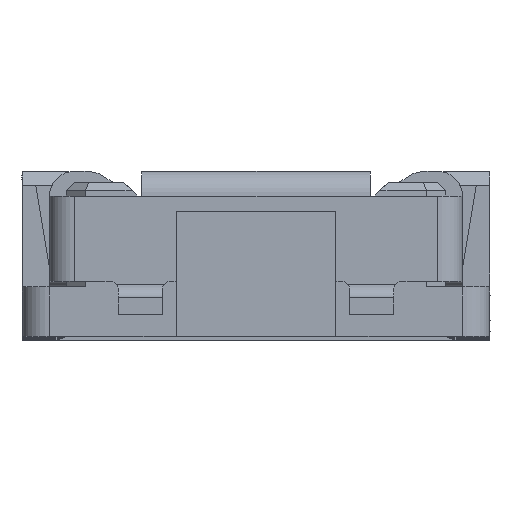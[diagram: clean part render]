
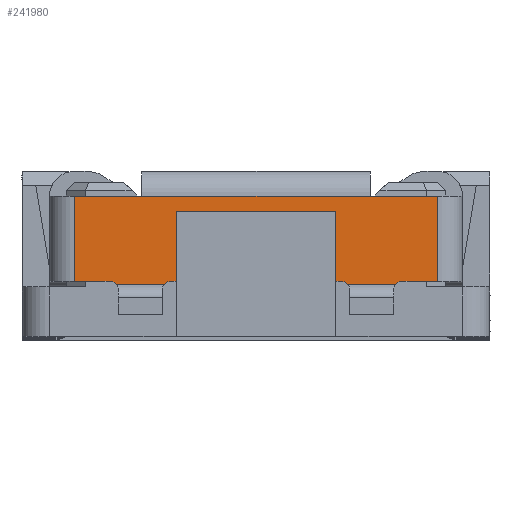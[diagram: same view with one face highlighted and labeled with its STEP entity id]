
A CAD part, top view. The second image highlights one B-rep face of the part: STEP entity #241980.
In plain terms, the highlighted face is planar.
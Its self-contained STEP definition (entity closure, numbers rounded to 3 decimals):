
#123860=CARTESIAN_POINT('',(2.13,-0.53,
4.015));
#123870=VERTEX_POINT('',#123860);
#123900=CARTESIAN_POINT('',(2.13,-0.22,
4.015));
#123910=DIRECTION('',(0.,-1.,0.));
#123920=VECTOR('',#123910,1.);
#123930=LINE('',#123900,#123920);
#123940=CARTESIAN_POINT('',(2.13,-0.22,
4.015));
#123950=VERTEX_POINT('',#123940);
#123960=EDGE_CURVE('',#123950,#123870,#123930,.T.);
#124450=CARTESIAN_POINT('',(2.375,-0.53,
4.015));
#124460=VERTEX_POINT('',#124450);
#124490=CARTESIAN_POINT('',(2.375,-0.53,
4.015));
#124500=DIRECTION('',(-1.,0.,0.));
#124510=VECTOR('',#124500,1.);
#124520=LINE('',#124490,#124510);
#124530=EDGE_CURVE('',#124460,#123870,#124520,.T.);
#238090=CARTESIAN_POINT('',(3.08,-0.445,
4.015));
#238100=VERTEX_POINT('',#238090);
#238130=CARTESIAN_POINT('',(3.08,-0.445,
4.015));
#238140=DIRECTION('',(0.,1.,0.));
#238150=VECTOR('',#238140,1.);
#238160=LINE('',#238130,#238150);
#238170=CARTESIAN_POINT('',(3.08,-0.22,
4.015));
#238180=VERTEX_POINT('',#238170);
#238190=EDGE_CURVE('',#238100,#238180,#238160,.T.);
#239940=CARTESIAN_POINT('',(2.5,-0.22,
4.015));
#239950=VERTEX_POINT('',#239940);
#239980=CARTESIAN_POINT('',(2.5,-0.445,
4.015));
#239990=DIRECTION('',(0.,1.,0.));
#240000=VECTOR('',#239990,1.);
#240010=LINE('',#239980,#240000);
#240020=CARTESIAN_POINT('',(2.5,-0.445,
4.015));
#240030=VERTEX_POINT('',#240020);
#240040=EDGE_CURVE('',#240030,#239950,#240010,.T.);
#240730=CARTESIAN_POINT('',(2.5,-0.445,
4.015));
#240740=DIRECTION('',(1.,0.,0.));
#240750=VECTOR('',#240740,1.);
#240760=LINE('',#240730,#240750);
#240770=EDGE_CURVE('',#240030,#238100,#240760,.T.);
#240820=CARTESIAN_POINT('',(3.205,-0.49,
4.015));
#240830=DIRECTION('',(0.,0.,1.));
#240840=DIRECTION('',(0.,1.,0.));
#240850=AXIS2_PLACEMENT_3D('',#240820,#240830,#240840);
#240860=PLANE('',#240850);
#240870=ORIENTED_EDGE('',*,*,#240770,.T.);
#240880=ORIENTED_EDGE('',*,*,#240040,.F.);
#240890=CARTESIAN_POINT('',(2.5,-0.22,
4.015));
#240900=DIRECTION('',(-1.,0.,0.));
#240910=VECTOR('',#240900,1.);
#240920=LINE('',#240890,#240910);
#240930=CARTESIAN_POINT('',(2.48,-0.22,
4.015));
#240940=VERTEX_POINT('',#240930);
#240950=EDGE_CURVE('',#239950,#240940,#240920,.T.);
#240960=ORIENTED_EDGE('',*,*,#240950,.F.);
#240970=CARTESIAN_POINT('',(2.48,-0.19,
4.015));
#240980=DIRECTION('',(0.,0.,1.));
#240990=DIRECTION('',(-0.745,-0.667,0.));
#241000=AXIS2_PLACEMENT_3D('',#240970,#240980,#240990);
#241010=CIRCLE('',#241000,0.03);
#241020=CARTESIAN_POINT('',(2.458,-0.21,
4.015));
#241030=VERTEX_POINT('',#241020);
#241040=EDGE_CURVE('',#241030,#240940,#241010,.T.);
#241050=ORIENTED_EDGE('',*,*,#241040,.T.);
#241060=CARTESIAN_POINT('',(2.458,-0.21,
4.015));
#241070=DIRECTION('',(-1.,0.,0.));
#241080=VECTOR('',#241070,1.);
#241090=LINE('',#241060,#241080);
#241100=CARTESIAN_POINT('',(2.282,-0.21,
4.015));
#241110=VERTEX_POINT('',#241100);
#241120=EDGE_CURVE('',#241030,#241110,#241090,.T.);
#241130=ORIENTED_EDGE('',*,*,#241120,.F.);
#241140=CARTESIAN_POINT('',(2.26,-0.19,
4.015));
#241150=DIRECTION('',(0.,0.,1.));
#241160=DIRECTION('',(0.,-1.,0.));
#241170=AXIS2_PLACEMENT_3D('',#241140,#241150,#241160);
#241180=CIRCLE('',#241170,0.03);
#241190=CARTESIAN_POINT('',(2.26,-0.22,
4.015));
#241200=VERTEX_POINT('',#241190);
#241210=EDGE_CURVE('',#241200,#241110,#241180,.T.);
#241220=ORIENTED_EDGE('',*,*,#241210,.T.);
#241230=CARTESIAN_POINT('',(2.26,-0.22,
4.015));
#241240=DIRECTION('',(-1.,0.,0.));
#241250=VECTOR('',#241240,1.);
#241260=LINE('',#241230,#241250);
#241270=EDGE_CURVE('',#241200,#123950,#241260,.T.);
#241280=ORIENTED_EDGE('',*,*,#241270,.F.);
#241290=ORIENTED_EDGE('',*,*,#123960,.F.);
#241300=ORIENTED_EDGE('',*,*,#124530,.T.);
#241310=CARTESIAN_POINT('',(2.375,-0.53,
4.015));
#241320=DIRECTION('',(1.,0.,0.));
#241330=VECTOR('',#241320,1.);
#241340=LINE('',#241310,#241330);
#241350=CARTESIAN_POINT('',(3.205,-0.53,
4.015));
#241360=VERTEX_POINT('',#241350);
#241370=EDGE_CURVE('',#124460,#241360,#241340,.T.);
#241380=ORIENTED_EDGE('',*,*,#241370,.F.);
#241390=CARTESIAN_POINT('',(3.45,-0.53,
4.015));
#241400=DIRECTION('',(-1.,0.,0.));
#241410=VECTOR('',#241400,1.);
#241420=LINE('',#241390,#241410);
#241430=CARTESIAN_POINT('',(3.45,-0.53,
4.015));
#241440=VERTEX_POINT('',#241430);
#241450=EDGE_CURVE('',#241440,#241360,#241420,.T.);
#241460=ORIENTED_EDGE('',*,*,#241450,.T.);
#241470=CARTESIAN_POINT('',(3.45,-0.53,
4.015));
#241480=DIRECTION('',(0.,1.,0.));
#241490=VECTOR('',#241480,1.);
#241500=LINE('',#241470,#241490);
#241510=CARTESIAN_POINT('',(3.45,-0.22,
4.015));
#241520=VERTEX_POINT('',#241510);
#241530=EDGE_CURVE('',#241440,#241520,#241500,.T.);
#241540=ORIENTED_EDGE('',*,*,#241530,.F.);
#241550=CARTESIAN_POINT('',(3.45,-0.22,
4.015));
#241560=DIRECTION('',(-1.,0.,0.));
#241570=VECTOR('',#241560,1.);
#241580=LINE('',#241550,#241570);
#241590=CARTESIAN_POINT('',(3.32,-0.22,
4.015));
#241600=VERTEX_POINT('',#241590);
#241610=EDGE_CURVE('',#241520,#241600,#241580,.T.);
#241620=ORIENTED_EDGE('',*,*,#241610,.F.);
#241630=CARTESIAN_POINT('',(3.32,-0.19,
4.015));
#241640=DIRECTION('',(0.,0.,1.));
#241650=DIRECTION('',(-0.745,-0.667,
0.));
#241660=AXIS2_PLACEMENT_3D('',#241630,#241640,#241650);
#241670=CIRCLE('',#241660,0.03);
#241680=CARTESIAN_POINT('',(3.298,-0.21,
4.015));
#241690=VERTEX_POINT('',#241680);
#241700=EDGE_CURVE('',#241690,#241600,#241670,.T.);
#241710=ORIENTED_EDGE('',*,*,#241700,.T.);
#241720=CARTESIAN_POINT('',(3.298,-0.21,
4.015));
#241730=DIRECTION('',(-1.,0.,0.));
#241740=VECTOR('',#241730,1.);
#241750=LINE('',#241720,#241740);
#241760=CARTESIAN_POINT('',(3.122,-0.21,
4.015));
#241770=VERTEX_POINT('',#241760);
#241780=EDGE_CURVE('',#241690,#241770,#241750,.T.);
#241790=ORIENTED_EDGE('',*,*,#241780,.F.);
#241800=CARTESIAN_POINT('',(3.1,-0.19,
4.015));
#241810=DIRECTION('',(0.,0.,1.));
#241820=DIRECTION('',(0.,-1.,0.));
#241830=AXIS2_PLACEMENT_3D('',#241800,#241810,#241820);
#241840=CIRCLE('',#241830,0.03);
#241850=CARTESIAN_POINT('',(3.1,-0.22,
4.015));
#241860=VERTEX_POINT('',#241850);
#241870=EDGE_CURVE('',#241860,#241770,#241840,.T.);
#241880=ORIENTED_EDGE('',*,*,#241870,.T.);
#241890=CARTESIAN_POINT('',(3.1,-0.22,
4.015));
#241900=DIRECTION('',(-1.,0.,0.));
#241910=VECTOR('',#241900,1.);
#241920=LINE('',#241890,#241910);
#241930=EDGE_CURVE('',#241860,#238180,#241920,.T.);
#241940=ORIENTED_EDGE('',*,*,#241930,.F.);
#241950=ORIENTED_EDGE('',*,*,#238190,.T.);
#241960=EDGE_LOOP('',(#241950,#241940,#241880,#241790,#241710,#241620,
#241540,#241460,#241380,#241300,#241290,#241280,#241220,#241130,#241050,
#240960,#240880,#240870));
#241970=FACE_OUTER_BOUND('',#241960,.T.);
#241980=ADVANCED_FACE('',(#241970),#240860,.F.);
